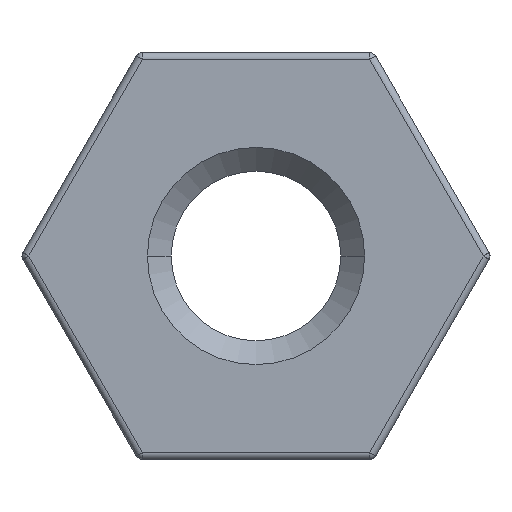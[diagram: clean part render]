
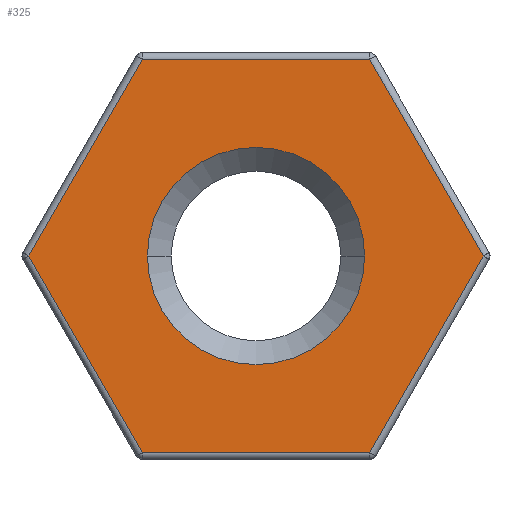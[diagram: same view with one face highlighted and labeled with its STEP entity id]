
A CAD part, left-side view. The second image highlights one B-rep face of the part: STEP entity #325.
In plain terms, the highlighted planar face has unit normal (-1, 0, 0).
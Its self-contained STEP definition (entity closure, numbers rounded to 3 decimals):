
#104 = EDGE_CURVE ( 'NONE', #649, #522, #271, .T. ) ;
#105 = EDGE_CURVE ( 'NONE', #680, #698, #1060, .T. ) ;
#110 = EDGE_CURVE ( 'NONE', #971, #990, #260, .T. ) ;
#111 = FACE_BOUND ( 'NONE', #1005, .T. ) ;
#116 = CARTESIAN_POINT ( 'NONE',  ( 0., 3.349, 0. ) ) ;
#123 = EDGE_CURVE ( 'NONE', #805, #649, #235, .T. ) ;
#145 = EDGE_CURVE ( 'NONE', #710, #971, #203, .T. ) ;
#148 = EDGE_CURVE ( 'NONE', #522, #710, #196, .T. ) ;
#155 = EDGE_CURVE ( 'NONE', #698, #680, #1229, .T. ) ;
#164 = EDGE_CURVE ( 'NONE', #990, #805, #185, .T. ) ;
#174 = VECTOR ( 'NONE', #1138, 1000. ) ;
#185 = LINE ( 'NONE', #1135, #174 ) ;
#191 = VECTOR ( 'NONE', #890, 1000. ) ;
#196 = LINE ( 'NONE', #882, #191 ) ;
#198 = VECTOR ( 'NONE', #869, 1000. ) ;
#203 = LINE ( 'NONE', #864, #198 ) ;
#229 = VECTOR ( 'NONE', #549, 1000. ) ;
#233 = CARTESIAN_POINT ( 'NONE',  ( 0., -1.674, 2.9 ) ) ;
#235 = LINE ( 'NONE', #848, #229 ) ;
#250 = VECTOR ( 'NONE', #493, 1000. ) ;
#260 = LINE ( 'NONE', #723, #250 ) ;
#264 = VECTOR ( 'NONE', #413, 1000. ) ;
#271 = LINE ( 'NONE', #1254, #264 ) ;
#320 = AXIS2_PLACEMENT_3D ( 'NONE', #519, #393, #1158 ) ;
#325 = ADVANCED_FACE ( 'NONE', ( #1196, #111 ), #434, .F. ) ;
#393 = DIRECTION ( 'NONE',  ( 1., 0., 0. ) ) ;
#413 = DIRECTION ( 'NONE',  ( 0., -1., 0. ) ) ;
#434 = PLANE ( 'NONE',  #320 ) ;
#447 = AXIS2_PLACEMENT_3D ( 'NONE', #1070, #1073, #1130 ) ;
#493 = DIRECTION ( 'NONE',  ( 0., 1., 0. ) ) ;
#519 = CARTESIAN_POINT ( 'NONE',  ( 0., 0., 0. ) ) ;
#522 = VERTEX_POINT ( 'NONE', #1189 ) ;
#542 = CARTESIAN_POINT ( 'NONE',  ( 0., -3.349, 0. ) ) ;
#544 = CARTESIAN_POINT ( 'NONE',  ( 0., 1.6, 0. ) ) ;
#549 = DIRECTION ( 'NONE',  ( 0., -0.5, -0.866 ) ) ;
#552 = CARTESIAN_POINT ( 'NONE',  ( 0., -1.6, 0. ) ) ;
#560 = CARTESIAN_POINT ( 'NONE',  ( 0., 1.674, -2.9 ) ) ;
#566 = ORIENTED_EDGE ( 'NONE', *, *, #148, .T. ) ;
#597 = ORIENTED_EDGE ( 'NONE', *, *, #164, .T. ) ;
#649 = VERTEX_POINT ( 'NONE', #560 ) ;
#680 = VERTEX_POINT ( 'NONE', #552 ) ;
#698 = VERTEX_POINT ( 'NONE', #544 ) ;
#710 = VERTEX_POINT ( 'NONE', #542 ) ;
#715 = ORIENTED_EDGE ( 'NONE', *, *, #155, .T. ) ;
#723 = CARTESIAN_POINT ( 'NONE',  ( 0., 0., 2.9 ) ) ;
#744 = CARTESIAN_POINT ( 'NONE',  ( 0., 0., 0. ) ) ;
#764 = ORIENTED_EDGE ( 'NONE', *, *, #123, .T. ) ;
#786 = DIRECTION ( 'NONE',  ( 1., 0., 0. ) ) ;
#790 = DIRECTION ( 'NONE',  ( 0., 1., 0. ) ) ;
#804 = ORIENTED_EDGE ( 'NONE', *, *, #145, .T. ) ;
#805 = VERTEX_POINT ( 'NONE', #116 ) ;
#848 = CARTESIAN_POINT ( 'NONE',  ( 0., 2.511, -1.45 ) ) ;
#864 = CARTESIAN_POINT ( 'NONE',  ( 0., -2.511, 1.45 ) ) ;
#869 = DIRECTION ( 'NONE',  ( 0., 0.5, 0.866 ) ) ;
#882 = CARTESIAN_POINT ( 'NONE',  ( 0., -2.511, -1.45 ) ) ;
#890 = DIRECTION ( 'NONE',  ( 0., -0.5, 0.866 ) ) ;
#896 = ORIENTED_EDGE ( 'NONE', *, *, #105, .T. ) ;
#949 = ORIENTED_EDGE ( 'NONE', *, *, #104, .T. ) ;
#969 = AXIS2_PLACEMENT_3D ( 'NONE', #744, #786, #790 ) ;
#971 = VERTEX_POINT ( 'NONE', #233 ) ;
#990 = VERTEX_POINT ( 'NONE', #1248 ) ;
#995 = EDGE_LOOP ( 'NONE', ( #804, #1010, #597, #764, #949, #566 ) ) ;
#1005 = EDGE_LOOP ( 'NONE', ( #715, #896 ) ) ;
#1010 = ORIENTED_EDGE ( 'NONE', *, *, #110, .T. ) ;
#1060 = CIRCLE ( 'NONE', #969, 1.6 ) ;
#1070 = CARTESIAN_POINT ( 'NONE',  ( 0., 0., 0. ) ) ;
#1073 = DIRECTION ( 'NONE',  ( 1., 0., 0. ) ) ;
#1130 = DIRECTION ( 'NONE',  ( 0., 1., 0. ) ) ;
#1135 = CARTESIAN_POINT ( 'NONE',  ( 0., 2.511, 1.45 ) ) ;
#1138 = DIRECTION ( 'NONE',  ( 0., 0.5, -0.866 ) ) ;
#1158 = DIRECTION ( 'NONE',  ( 0., 1., 0. ) ) ;
#1189 = CARTESIAN_POINT ( 'NONE',  ( 0., -1.674, -2.9 ) ) ;
#1196 = FACE_OUTER_BOUND ( 'NONE', #995, .T. ) ;
#1229 = CIRCLE ( 'NONE', #447, 1.6 ) ;
#1248 = CARTESIAN_POINT ( 'NONE',  ( 0., 1.674, 2.9 ) ) ;
#1254 = CARTESIAN_POINT ( 'NONE',  ( 0., 0., -2.9 ) ) ;
